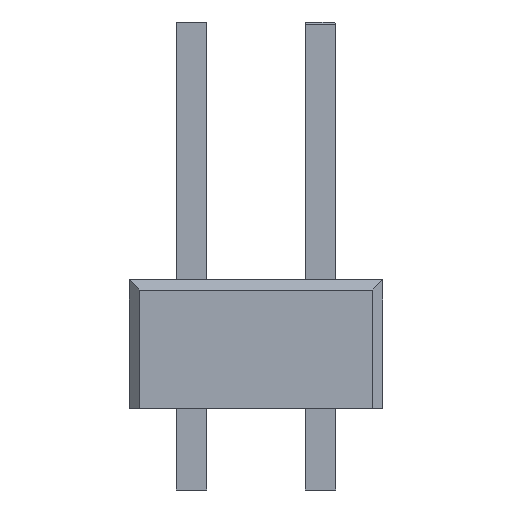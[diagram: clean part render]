
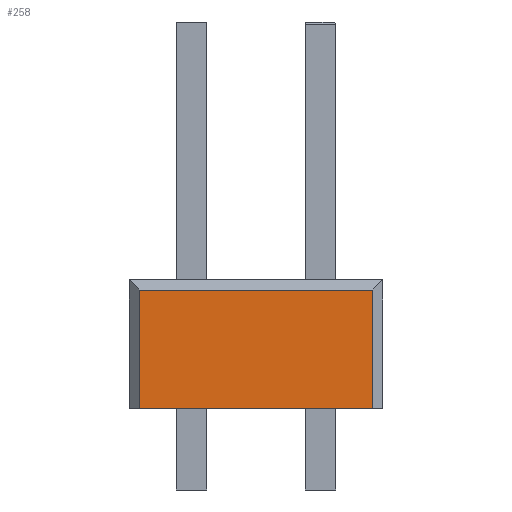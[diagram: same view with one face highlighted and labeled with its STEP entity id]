
A CAD part, left-side view. The second image highlights one B-rep face of the part: STEP entity #258.
In plain terms, the highlighted planar face has unit normal (-1, 0, 0).
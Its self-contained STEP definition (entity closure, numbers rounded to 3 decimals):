
#56 = EDGE_CURVE ( 'NONE', #2263, #2273, #2438, .T. ) ;
#189 = EDGE_CURVE ( 'NONE', #2273, #2344, #2598, .T. ) ;
#192 = EDGE_CURVE ( 'NONE', #1127, #2263, #2600, .T. ) ;
#212 = EDGE_CURVE ( 'NONE', #2344, #1127, #2622, .T. ) ;
#258 = ADVANCED_FACE ( 'NONE', ( #1925 ), #1501, .F. ) ;
#801 = ORIENTED_EDGE ( 'NONE', *, *, #56, .T. ) ;
#803 = ORIENTED_EDGE ( 'NONE', *, *, #212, .T. ) ;
#804 = ORIENTED_EDGE ( 'NONE', *, *, #192, .T. ) ;
#810 = ORIENTED_EDGE ( 'NONE', *, *, #189, .T. ) ;
#984 = EDGE_LOOP ( 'NONE', ( #803, #804, #801, #810 ) ) ;
#1127 = VERTEX_POINT ( 'NONE', #2964 ) ;
#1501 = PLANE ( 'NONE',  #3219 ) ;
#1502 = CARTESIAN_POINT ( 'NONE',  ( -5.08, 2.5, 2.54 ) ) ;
#1503 = DIRECTION ( 'NONE',  ( 1., 0., 0. ) ) ;
#1504 = DIRECTION ( 'NONE',  ( 0., 1., 0. ) ) ;
#1854 = VECTOR ( 'NONE', #4010, 1000. ) ;
#1925 = FACE_OUTER_BOUND ( 'NONE', #984, .T. ) ;
#2263 = VERTEX_POINT ( 'NONE', #3071 ) ;
#2273 = VERTEX_POINT ( 'NONE', #3081 ) ;
#2344 = VERTEX_POINT ( 'NONE', #3152 ) ;
#2438 = LINE ( 'NONE', #3967, #1854 ) ;
#2598 = LINE ( 'NONE', #4168, #4905 ) ;
#2600 = LINE ( 'NONE', #4163, #4909 ) ;
#2622 = LINE ( 'NONE', #4092, #2651 ) ;
#2651 = VECTOR ( 'NONE', #4091, 1000. ) ;
#2964 = CARTESIAN_POINT ( 'NONE',  ( -5.08, 2.3, 2.34 ) ) ;
#3071 = CARTESIAN_POINT ( 'NONE',  ( -5.08, 2.3, 0. ) ) ;
#3081 = CARTESIAN_POINT ( 'NONE',  ( -5.08, -2.3, 0. ) ) ;
#3152 = CARTESIAN_POINT ( 'NONE',  ( -5.08, -2.3, 2.34 ) ) ;
#3219 = AXIS2_PLACEMENT_3D ( 'NONE', #1502, #1503, #1504 ) ;
#3967 = CARTESIAN_POINT ( 'NONE',  ( -5.08, 2.5, 0. ) ) ;
#4010 = DIRECTION ( 'NONE',  ( 0., -1., 0. ) ) ;
#4091 = DIRECTION ( 'NONE',  ( 0., 1., 0. ) ) ;
#4092 = CARTESIAN_POINT ( 'NONE',  ( -5.08, 2.5, 2.34 ) ) ;
#4161 = DIRECTION ( 'NONE',  ( 0., 0., -1. ) ) ;
#4163 = CARTESIAN_POINT ( 'NONE',  ( -5.08, 2.3, 2.54 ) ) ;
#4167 = DIRECTION ( 'NONE',  ( 0., 0., 1. ) ) ;
#4168 = CARTESIAN_POINT ( 'NONE',  ( -5.08, -2.3, 2.54 ) ) ;
#4905 = VECTOR ( 'NONE', #4167, 1000. ) ;
#4909 = VECTOR ( 'NONE', #4161, 1000. ) ;
